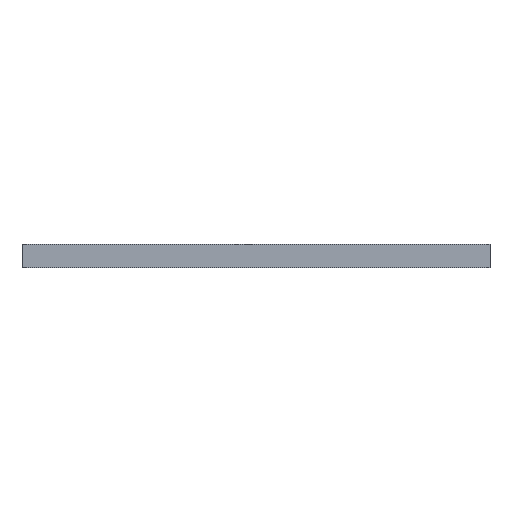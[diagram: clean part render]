
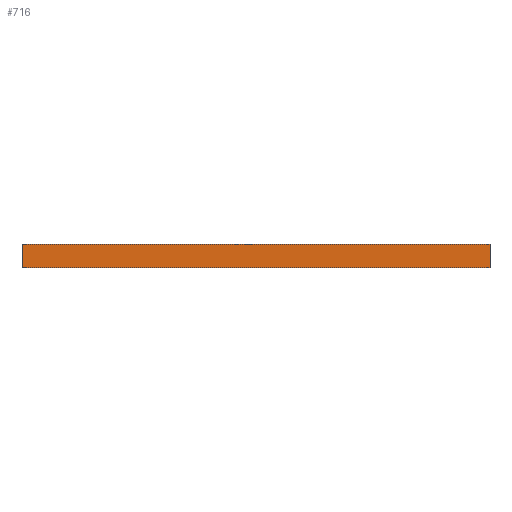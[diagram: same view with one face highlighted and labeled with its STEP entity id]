
A CAD part, front view. The second image highlights one B-rep face of the part: STEP entity #716.
In plain terms, the highlighted planar face has unit normal (0, -1, 0).
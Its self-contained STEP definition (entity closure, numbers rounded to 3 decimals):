
#58=PLANE('',#812);
#92=FACE_OUTER_BOUND('',#126,.T.);
#126=EDGE_LOOP('',(#593,#594,#595,#596));
#184=LINE('',#1143,#232);
#210=LINE('',#1218,#258);
#211=LINE('',#1220,#259);
#212=LINE('',#1221,#260);
#232=VECTOR('',#946,10.);
#258=VECTOR('',#1020,10.);
#259=VECTOR('',#1023,10.);
#260=VECTOR('',#1024,10.);
#345=VERTEX_POINT('',#1139);
#347=VERTEX_POINT('',#1142);
#371=VERTEX_POINT('',#1214);
#372=VERTEX_POINT('',#1216);
#428=EDGE_CURVE('',#345,#347,#184,.T.);
#466=EDGE_CURVE('',#371,#372,#210,.T.);
#467=EDGE_CURVE('',#371,#345,#211,.T.);
#468=EDGE_CURVE('',#347,#372,#212,.T.);
#593=ORIENTED_EDGE('',*,*,#467,.F.);
#594=ORIENTED_EDGE('',*,*,#466,.T.);
#595=ORIENTED_EDGE('',*,*,#468,.F.);
#596=ORIENTED_EDGE('',*,*,#428,.F.);
#716=ADVANCED_FACE('',(#92),#58,.T.);
#812=AXIS2_PLACEMENT_3D('',#1219,#1021,#1022);
#946=DIRECTION('',(0.,0.,1.));
#1020=DIRECTION('',(0.,0.,1.));
#1021=DIRECTION('center_axis',(0.,-1.,0.));
#1022=DIRECTION('ref_axis',(1.,0.,0.));
#1023=DIRECTION('',(-1.,0.,0.));
#1024=DIRECTION('',(1.,0.,0.));
#1139=CARTESIAN_POINT('',(-512.317,-341.488,0.));
#1142=CARTESIAN_POINT('',(-512.317,-341.488,8.));
#1143=CARTESIAN_POINT('',(-512.317,-341.488,0.));
#1214=CARTESIAN_POINT('',(-352.317,-341.488,0.));
#1216=CARTESIAN_POINT('',(-352.317,-341.488,8.));
#1218=CARTESIAN_POINT('',(-352.317,-341.488,0.));
#1219=CARTESIAN_POINT('Origin',(-512.317,-341.488,0.));
#1220=CARTESIAN_POINT('',(-352.317,-341.488,0.));
#1221=CARTESIAN_POINT('',(-352.317,-341.488,8.));
